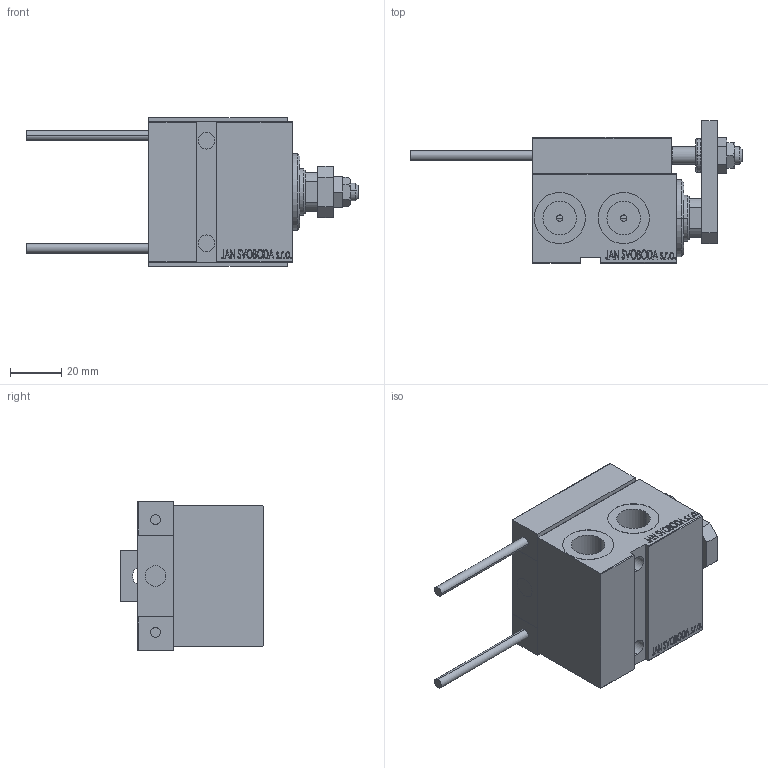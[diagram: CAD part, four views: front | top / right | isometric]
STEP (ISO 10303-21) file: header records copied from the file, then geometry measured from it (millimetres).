
FILE_DESCRIPTION (( 'STEP AP203' ), '1' );
FILE_NAME ('680f.STEP', '2021-11-01T22:02:03', ( '' ), ( '' ), 'SwSTEP 2.0', 'SolidWorks 2019', '' );
FILE_SCHEMA (( 'CONFIG_CONTROL_DESIGN' ));
Length unit declared in the file: millimetre
Products named in the file (16): SWITCH_X_FRONT_BACK 40a6c41bd185f4f80f8c5fe6eabbbcea; 680f; V450CM_E 40a6c41bd185f4f80f8c5fe6eabbbcea; MAGNET 40a6c41bd185f4f80f8c5fe6eabbbcea; SWITCH X 40a6c41bd185f4f80f8c5fe6eabbbcea; V450CM_E_VCP 40a6c41bd185f4f80f8c5fe6eabbbcea; ALLEN BOLT D8 40a6c41bd185f4f80f8c5fe6eabbbcea; ALLEN BOLT D5 40a6c41bd185f4f80f8c5fe6eabbbcea; TYC_L79 40a6c41bd185f4f80f8c5fe6eabbbcea; SWITCH DIM B,W 40a6c41bd185f4f80f8c5fe6eabbbcea; V450CM_VC_B 40a6c41bd185f4f80f8c5fe6eabbbcea; NUT_D10 40a6c41bd185f4f80f8c5fe6eabbbcea; Block 40a6c41bd185f4f80f8c5fe6eabbbcea; NUT_D12 40a6c41bd185f4f80f8c5fe6eabbbcea; ZARAZKA 40a6c41bd185f4f80f8c5fe6eabbbcea; KONCOVKA 40a6c41bd185f4f80f8c5fe6eabbbcea
Assembly tree (25 placements, depth 3):
  680f
    V450CM_E 40a6c41bd185f4f80f8c5fe6eabbbcea
    V450CM_E_VCP 40a6c41bd185f4f80f8c5fe6eabbbcea
    V450CM_VC_B 40a6c41bd185f4f80f8c5fe6eabbbcea
    SWITCH X 40a6c41bd185f4f80f8c5fe6eabbbcea
      SWITCH_X_FRONT_BACK 40a6c41bd185f4f80f8c5fe6eabbbcea  x2
      TYC_L79 40a6c41bd185f4f80f8c5fe6eabbbcea
      Block 40a6c41bd185f4f80f8c5fe6eabbbcea  x2
      ALLEN BOLT D5 40a6c41bd185f4f80f8c5fe6eabbbcea  x4
      ALLEN BOLT D8 40a6c41bd185f4f80f8c5fe6eabbbcea  x4
      MAGNET 40a6c41bd185f4f80f8c5fe6eabbbcea  x2
      KONCOVKA 40a6c41bd185f4f80f8c5fe6eabbbcea  x2
    SWITCH DIM B,W 40a6c41bd185f4f80f8c5fe6eabbbcea
    ZARAZKA 40a6c41bd185f4f80f8c5fe6eabbbcea
    NUT_D10 40a6c41bd185f4f80f8c5fe6eabbbcea
    NUT_D12 40a6c41bd185f4f80f8c5fe6eabbbcea
Bounding box: 129.7 x 55.5 x 58 mm (x, y, z)
Volume: 146886.7 mm3; surface area: 52725.3 mm2
Topology: 24 solids, 24 shells, 1286 faces, 3087 edges, 1972 vertices
Faces by surface type: plane 569, bspline 380, cylinder 176, cone 113, torus 44, sphere 4
Entity records: 49922 total; most frequent: CARTESIAN_POINT 25455, ORIENTED_EDGE 5194, DIRECTION 3456, EDGE_CURVE 2597, VERTEX_POINT 1696, VECTOR 1506, LINE 1506, EDGE_LOOP 1189
